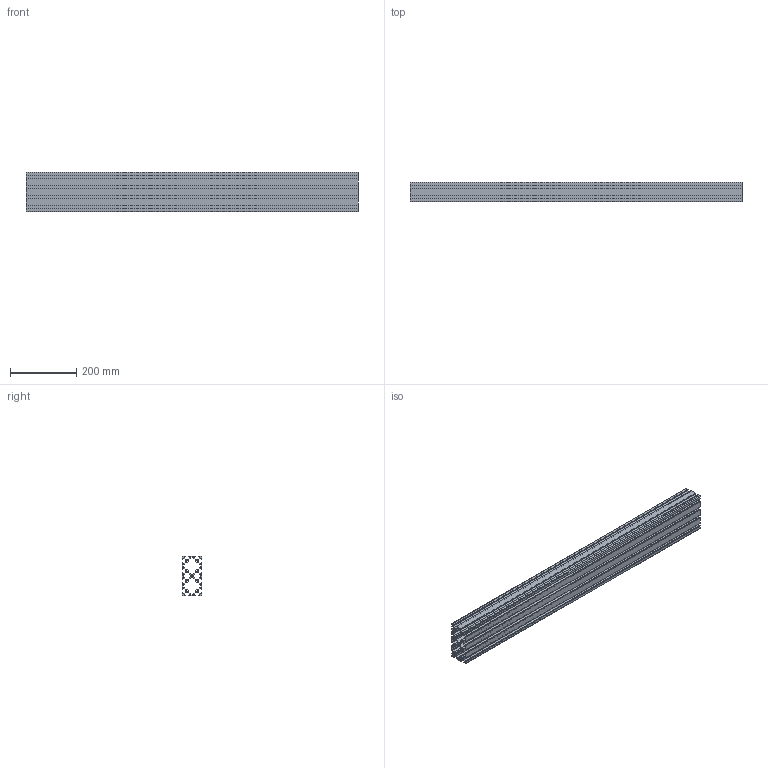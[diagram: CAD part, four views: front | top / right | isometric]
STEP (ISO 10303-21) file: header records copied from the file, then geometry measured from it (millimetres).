
FILE_DESCRIPTION(('STEP AP214'), '1');
FILE_NAME('HL60120W', '', ('UNSPECIFIED'), ('UNSPECIFIED'), 'ASCON STEP Converter 1.6', 'ASCON Math Kernel', '');
FILE_SCHEMA(('AUTOMOTIVE_DESIGN { 1 0 10303 214 3 1 1}'));
Length unit declared in the file: millimetre
Bounding box: 1000 x 60 x 120 mm (x, y, z)
Volume: 1834035.7 mm3; surface area: 1352675 mm2
Topology: 1 solids, 1 shells, 290 faces, 864 edges, 576 vertices
Faces by surface type: plane 258, cylinder 32
Entity records: 11972 total; most frequent: CARTESIAN_POINT 1731, ORIENTED_EDGE 1728, DIRECTION 1510, EDGE_CURVE 864, LINE 800, VECTOR 800, VERTEX_POINT 576, AXIS2_PLACEMENT_3D 355
